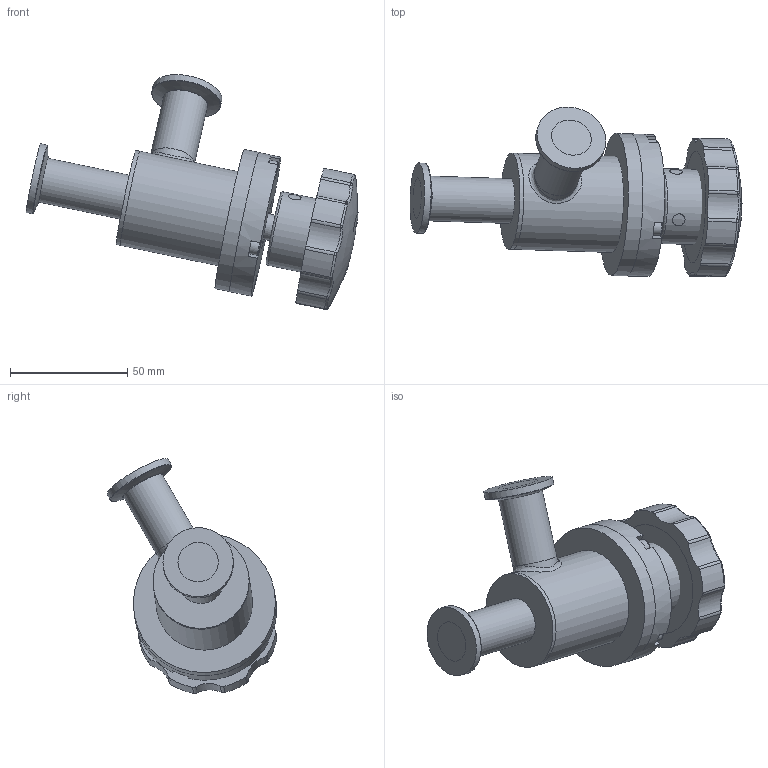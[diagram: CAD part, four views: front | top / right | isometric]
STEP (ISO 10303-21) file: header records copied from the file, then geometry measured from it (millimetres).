
FILE_DESCRIPTION (( 'STEP AP214' ), '1' );
FILE_NAME ('FULLVAC VAMS1KF16.STEP', '2019-06-26T12:54:49', ( '' ), ( '' ), 'SwSTEP 2.0', 'SolidWorks 2017', '' );
FILE_SCHEMA (( 'AUTOMOTIVE_DESIGN' ));
Length unit declared in the file: millimetre
Products named in the file (1): FULLVAC VAMS1KF16
Bounding box: 141.59 x 72.35 x 100.16 mm (x, y, z)
Surface area: 48515.6 mm2 (no closed solid volume)
Topology: 0 solids, 30 shells, 136 faces, 340 edges, 222 vertices
Faces by surface type: cylinder 59, bspline 43, plane 30, cone 4
Full cylindrical faces by diameter (mm): 2 x1, 5.4 x2, 7 x4, 11 x1, 17.2 x2, 19.05 x1, 19.1 x2, 19.3 x3, 30 x2, 32 x1, 41 x2, 41.1 x1, 47.7 x1, 60.64 x2
Entity records: 5936 total; most frequent: CARTESIAN_POINT 3099, DIRECTION 560, ORIENTED_EDGE 513, EDGE_CURVE 287, AXIS2_PLACEMENT_3D 248, VERTEX_POINT 207, EDGE_LOOP 173, FACE_OUTER_BOUND 169
